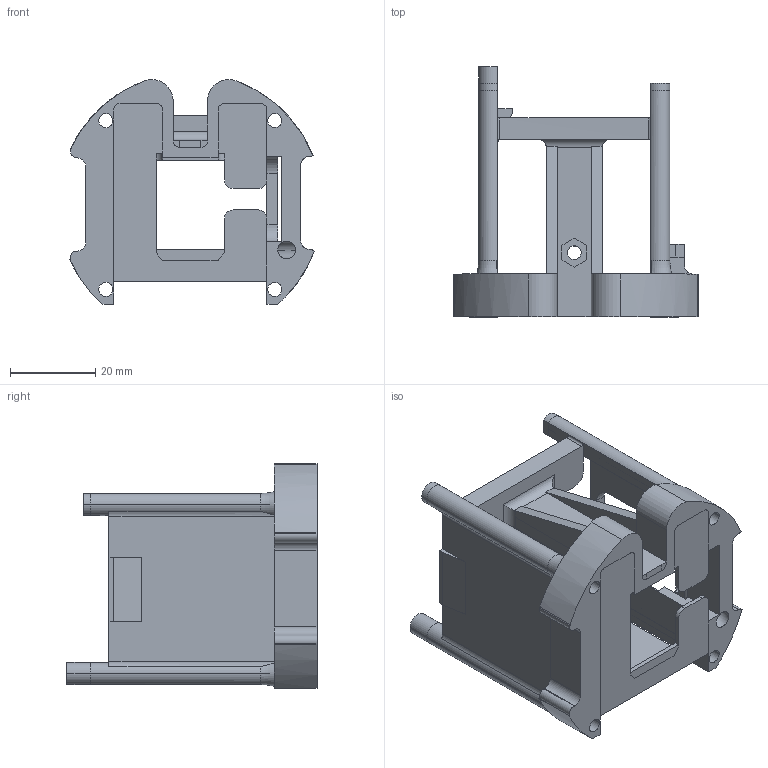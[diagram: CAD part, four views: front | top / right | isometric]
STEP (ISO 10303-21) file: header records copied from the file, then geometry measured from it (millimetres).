
FILE_DESCRIPTION(/* description */ ('VariCAD 2023-2.03 AP-214'),/* implementation_level */ '2;1');
FILE_NAME(/* name */ 'btdmck.stp',/* time_stamp */ '2023-04-25T09:55:39+01:00',/* author */ (''),/* organization */ (''),/* preprocessor_version */ 'VariCAD 2023-2.03',/* originating_system */ 'VariCAD 2023-2.03; kernel version (20180118)',/* authorisation */ '');
FILE_SCHEMA(('AUTOMOTIVE_DESIGN'));
Length unit declared in the file: millimetre
Products named in the file (6): btdmck
Assembly tree (5 placements, depth 2):
  btdmck
    (unnamed)
    (unnamed)
    (unnamed)
    (unnamed)
    (unnamed)
Bounding box: 57.19 x 58.5 x 52.61 mm (x, y, z)
Volume: 24752.9 mm3; surface area: 24853.6 mm2
Topology: 5 solids, 5 shells, 286 faces, 836 edges, 552 vertices
Faces by surface type: plane 180, cylinder 100, torus 6
Entity records: 10147 total; most frequent: CARTESIAN_POINT 2155, ORIENTED_EDGE 1672, DIRECTION 1633, EDGE_CURVE 836, LINE 593, VECTOR 593, VERTEX_POINT 552, AXIS2_PLACEMENT_3D 520
